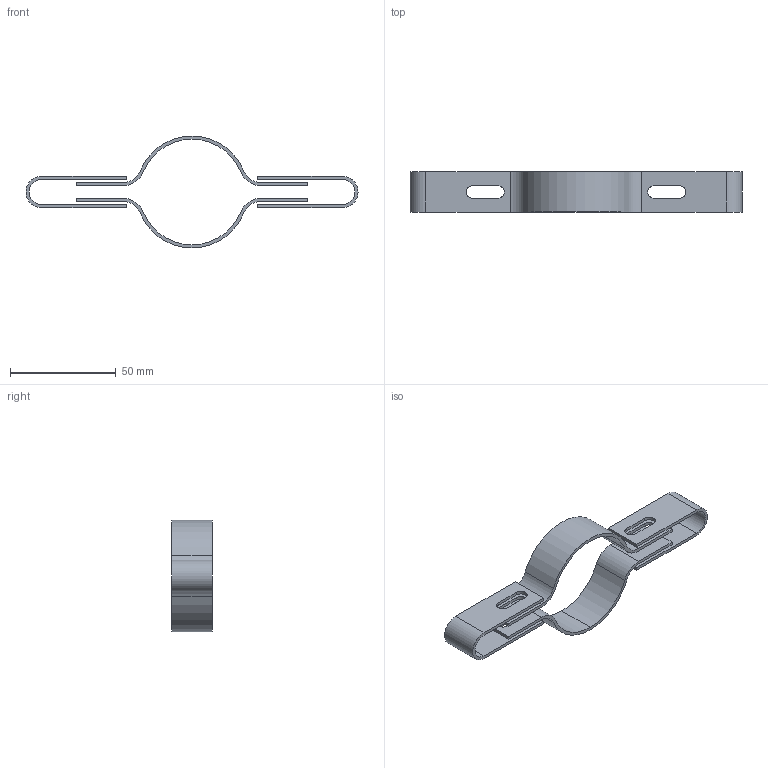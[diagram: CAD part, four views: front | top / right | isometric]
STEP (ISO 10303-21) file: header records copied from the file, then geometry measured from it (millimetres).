
FILE_DESCRIPTION (( 'STEP AP203' ), '1' );
FILE_NAME ('T17100.STEP', '2018-07-02T14:36:42', ( '' ), ( '' ), 'SwSTEP 2.0', 'SolidWorks 2016', '' );
FILE_SCHEMA (( 'CONFIG_CONTROL_DESIGN' ));
Length unit declared in the file: millimetre
Products named in the file (1): T17100
Bounding box: 157.24 x 19 x 53 mm (x, y, z)
Volume: 11859.4 mm3; surface area: 17929.7 mm2
Topology: 4 solids, 4 shells, 90 faces, 246 edges, 164 vertices
Faces by surface type: plane 48, cylinder 42
Entity records: 2977 total; most frequent: DIRECTION 512, CARTESIAN_POINT 501, ORIENTED_EDGE 492, EDGE_CURVE 246, AXIS2_PLACEMENT_3D 175, VERTEX_POINT 164, VECTOR 162, LINE 162
